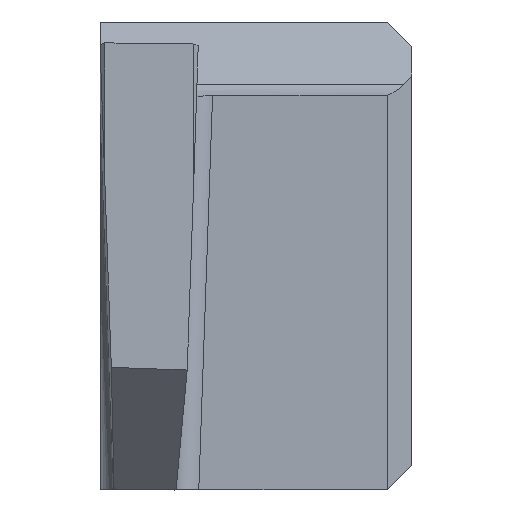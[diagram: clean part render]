
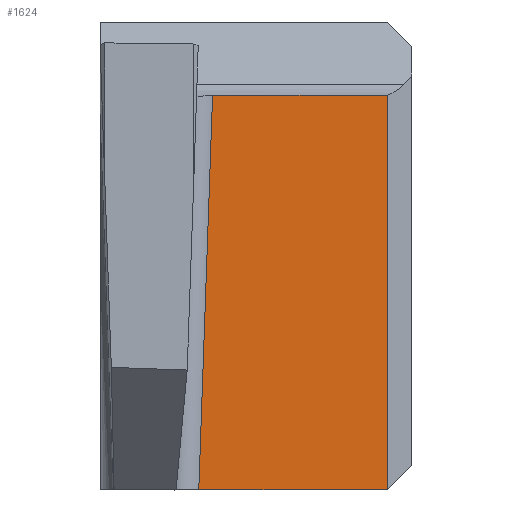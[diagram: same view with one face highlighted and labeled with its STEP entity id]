
A CAD part, front view. The second image highlights one B-rep face of the part: STEP entity #1624.
In plain terms, the highlighted planar face has unit normal (0, -1, 0).
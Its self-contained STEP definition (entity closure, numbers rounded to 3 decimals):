
#285=DIRECTION('',(1.,0.,0.));
#286=VECTOR('',#285,3.84);
#287=CARTESIAN_POINT('',(2.01,-4.7,-4.763));
#288=LINE('',#287,#286);
#411=CARTESIAN_POINT('',(5.85,-4.7,3.27));
#416=DIRECTION('',(-1.,0.,0.));
#417=VECTOR('',#416,3.559);
#418=CARTESIAN_POINT('',(5.85,-4.7,3.27));
#419=LINE('',#418,#417);
#461=DIRECTION('',(0.,0.,1.));
#462=VECTOR('',#461,8.033);
#463=CARTESIAN_POINT('',(5.85,-4.7,-4.763));
#464=LINE('',#463,#462);
#839=DIRECTION('',(0.035,0.,0.999));
#840=VECTOR('',#839,8.038);
#841=CARTESIAN_POINT('',(2.01,-4.7,-4.763));
#842=LINE('',#841,#840);
#943=VERTEX_POINT('',#411);
#944=CARTESIAN_POINT('',(5.85,-4.7,-4.763));
#945=VERTEX_POINT('',#944);
#946=CARTESIAN_POINT('',(2.291,-4.7,3.27));
#947=VERTEX_POINT('',#946);
#950=CARTESIAN_POINT('',(2.01,-4.7,-4.763));
#951=VERTEX_POINT('',#950);
#1612=CARTESIAN_POINT('',(6.35,-4.7,5.715));
#1613=DIRECTION('',(0.,1.,0.));
#1614=DIRECTION('',(-1.,0.,0.));
#1615=AXIS2_PLACEMENT_3D('',#1612,#1613,#1614);
#1616=PLANE('',#1615);
#1617=ORIENTED_EDGE('',*,*,#1314,.F.);
#1618=ORIENTED_EDGE('',*,*,#1186,.F.);
#1620=ORIENTED_EDGE('',*,*,#1619,.T.);
#1621=ORIENTED_EDGE('',*,*,#1290,.F.);
#1622=EDGE_LOOP('',(#1617,#1618,#1620,#1621));
#1623=FACE_OUTER_BOUND('',#1622,.F.);
#1186=EDGE_CURVE('',#951,#945,#288,.T.);
#1290=EDGE_CURVE('',#943,#947,#419,.T.);
#1314=EDGE_CURVE('',#945,#943,#464,.T.);
#1619=EDGE_CURVE('',#951,#947,#842,.T.);
#1624=ADVANCED_FACE('',(#1623),#1616,.F.);
